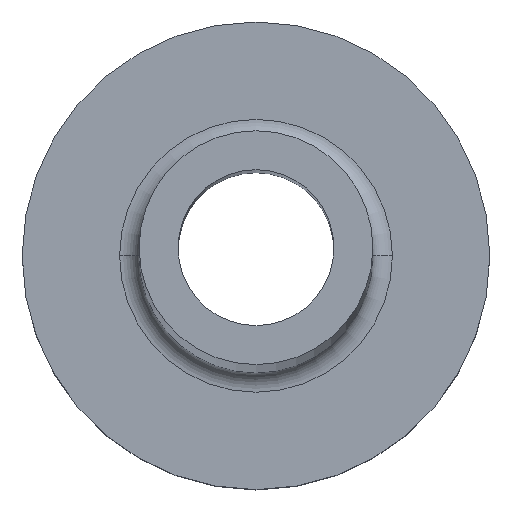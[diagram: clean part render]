
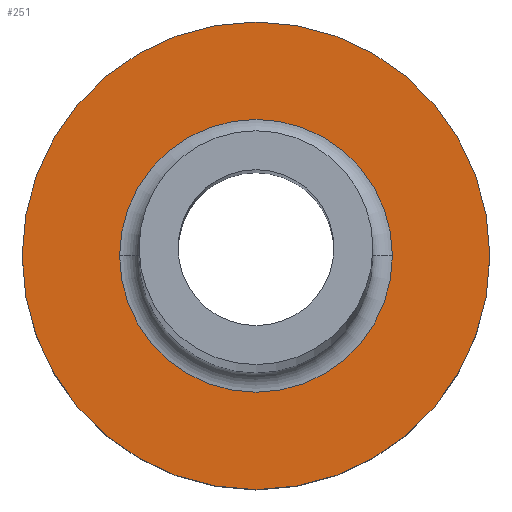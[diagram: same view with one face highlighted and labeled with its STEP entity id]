
A CAD part, top view. The second image highlights one B-rep face of the part: STEP entity #251.
In plain terms, the highlighted planar face has unit normal (0, 0, 1).
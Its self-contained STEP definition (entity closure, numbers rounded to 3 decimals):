
#11 = DIRECTION ( 'NONE',  ( 0., 0., 1. ) ) ;
#18 = CARTESIAN_POINT ( 'NONE',  ( 0., 0., 5. ) ) ;
#30 = FACE_OUTER_BOUND ( 'NONE', #227, .T. ) ;
#48 = CARTESIAN_POINT ( 'NONE',  ( 3.5, 0., 5. ) ) ;
#102 = CIRCLE ( 'NONE', #291, 6. ) ;
#103 = CARTESIAN_POINT ( 'NONE',  ( -3.5, 0., 5. ) ) ;
#107 = AXIS2_PLACEMENT_3D ( 'NONE', #392, #210, #393 ) ;
#115 = EDGE_CURVE ( 'NONE', #294, #348, #102, .T. ) ;
#120 = CIRCLE ( 'NONE', #107, 3.5 ) ;
#123 = CARTESIAN_POINT ( 'NONE',  ( 0., 0., 5. ) ) ;
#130 = CARTESIAN_POINT ( 'NONE',  ( -6., 0., 5. ) ) ;
#147 = PLANE ( 'NONE',  #354 ) ;
#168 = DIRECTION ( 'NONE',  ( 0., 0., -1. ) ) ;
#175 = CIRCLE ( 'NONE', #289, 3.5 ) ;
#179 = VERTEX_POINT ( 'NONE', #103 ) ;
#183 = EDGE_CURVE ( 'NONE', #348, #294, #366, .T. ) ;
#185 = DIRECTION ( 'NONE',  ( 1., 0., 0. ) ) ;
#210 = DIRECTION ( 'NONE',  ( 0., 0., -1. ) ) ;
#212 = EDGE_CURVE ( 'NONE', #179, #434, #120, .T. ) ;
#216 = ORIENTED_EDGE ( 'NONE', *, *, #212, .T. ) ;
#227 = EDGE_LOOP ( 'NONE', ( #295, #418 ) ) ;
#251 = ADVANCED_FACE ( 'NONE', ( #266, #30 ), #147, .T. ) ;
#255 = ORIENTED_EDGE ( 'NONE', *, *, #380, .T. ) ;
#258 = DIRECTION ( 'NONE',  ( 0., 0., 1. ) ) ;
#266 = FACE_BOUND ( 'NONE', #441, .T. ) ;
#289 = AXIS2_PLACEMENT_3D ( 'NONE', #18, #168, #382 ) ;
#291 = AXIS2_PLACEMENT_3D ( 'NONE', #123, #11, #307 ) ;
#294 = VERTEX_POINT ( 'NONE', #130 ) ;
#295 = ORIENTED_EDGE ( 'NONE', *, *, #115, .T. ) ;
#307 = DIRECTION ( 'NONE',  ( 1., 0., 0. ) ) ;
#338 = AXIS2_PLACEMENT_3D ( 'NONE', #432, #363, #185 ) ;
#348 = VERTEX_POINT ( 'NONE', #437 ) ;
#354 = AXIS2_PLACEMENT_3D ( 'NONE', #433, #258, #444 ) ;
#363 = DIRECTION ( 'NONE',  ( 0., 0., 1. ) ) ;
#366 = CIRCLE ( 'NONE', #338, 6. ) ;
#380 = EDGE_CURVE ( 'NONE', #434, #179, #175, .T. ) ;
#382 = DIRECTION ( 'NONE',  ( 1., 0., 0. ) ) ;
#392 = CARTESIAN_POINT ( 'NONE',  ( 0., 0., 5. ) ) ;
#393 = DIRECTION ( 'NONE',  ( 1., 0., 0. ) ) ;
#418 = ORIENTED_EDGE ( 'NONE', *, *, #183, .T. ) ;
#432 = CARTESIAN_POINT ( 'NONE',  ( 0., 0., 5. ) ) ;
#433 = CARTESIAN_POINT ( 'NONE',  ( 0., 0., 5. ) ) ;
#434 = VERTEX_POINT ( 'NONE', #48 ) ;
#437 = CARTESIAN_POINT ( 'NONE',  ( 6., 0., 5. ) ) ;
#441 = EDGE_LOOP ( 'NONE', ( #255, #216 ) ) ;
#444 = DIRECTION ( 'NONE',  ( 1., 0., 0. ) ) ;
